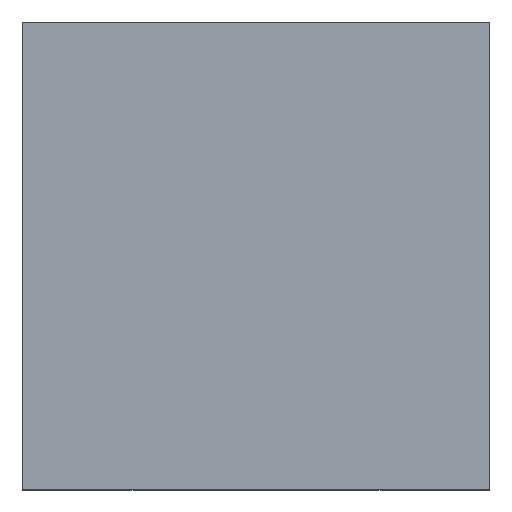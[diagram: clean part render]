
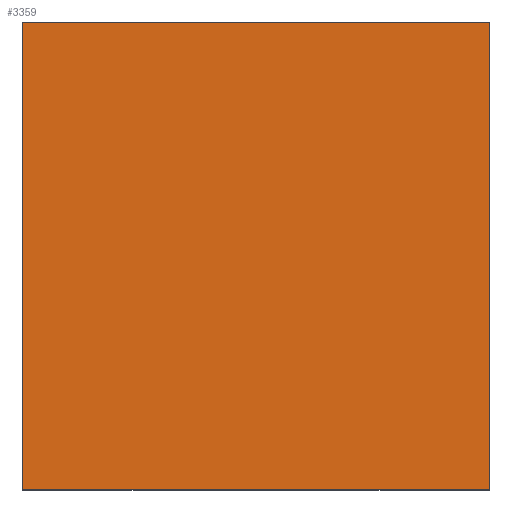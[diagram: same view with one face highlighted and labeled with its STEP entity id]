
A CAD part, top view. The second image highlights one B-rep face of the part: STEP entity #3359.
In plain terms, the highlighted face is planar.
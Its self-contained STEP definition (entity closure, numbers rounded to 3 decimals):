
#1059=DIRECTION('',(0.,0.,1.));
#1060=VECTOR('',#1059,3.5);
#1061=CARTESIAN_POINT('',(-1.75,0.975,-1.75));
#1062=LINE('',#1061,#1060);
#1066=DIRECTION('',(-1.,0.,0.));
#1067=VECTOR('',#1066,3.5);
#1068=CARTESIAN_POINT('',(1.75,0.975,-1.75));
#1069=LINE('',#1068,#1067);
#1073=DIRECTION('',(0.,0.,-1.));
#1074=VECTOR('',#1073,3.5);
#1075=CARTESIAN_POINT('',(1.75,0.975,1.75));
#1076=LINE('',#1075,#1074);
#1080=DIRECTION('',(1.,0.,0.));
#1081=VECTOR('',#1080,3.5);
#1082=CARTESIAN_POINT('',(-1.75,0.975,1.75));
#1083=LINE('',#1082,#1081);
#2179=CARTESIAN_POINT('',(-1.75,0.975,-1.75));
#2180=CARTESIAN_POINT('',(-1.75,0.975,1.75));
#2181=VERTEX_POINT('',#2179);
#2182=VERTEX_POINT('',#2180);
#2183=CARTESIAN_POINT('',(1.75,0.975,1.75));
#2184=VERTEX_POINT('',#2183);
#2185=CARTESIAN_POINT('',(1.75,0.975,-1.75));
#2186=VERTEX_POINT('',#2185);
#3348=CARTESIAN_POINT('',(0.,0.975,0.));
#3349=DIRECTION('',(0.,1.,0.));
#3350=DIRECTION('',(1.,0.,0.));
#3351=AXIS2_PLACEMENT_3D('',#3348,#3349,#3350);
#3352=PLANE('',#3351);
#3353=ORIENTED_EDGE('',*,*,#3203,.F.);
#3354=ORIENTED_EDGE('',*,*,#3253,.F.);
#3355=ORIENTED_EDGE('',*,*,#3280,.F.);
#3356=ORIENTED_EDGE('',*,*,#3328,.F.);
#3357=EDGE_LOOP('',(#3353,#3354,#3355,#3356));
#3358=FACE_OUTER_BOUND('',#3357,.F.);
#3203=EDGE_CURVE('',#2181,#2182,#1062,.T.);
#3253=EDGE_CURVE('',#2186,#2181,#1069,.T.);
#3280=EDGE_CURVE('',#2184,#2186,#1076,.T.);
#3328=EDGE_CURVE('',#2182,#2184,#1083,.T.);
#3359=ADVANCED_FACE('',(#3358),#3352,.T.);
